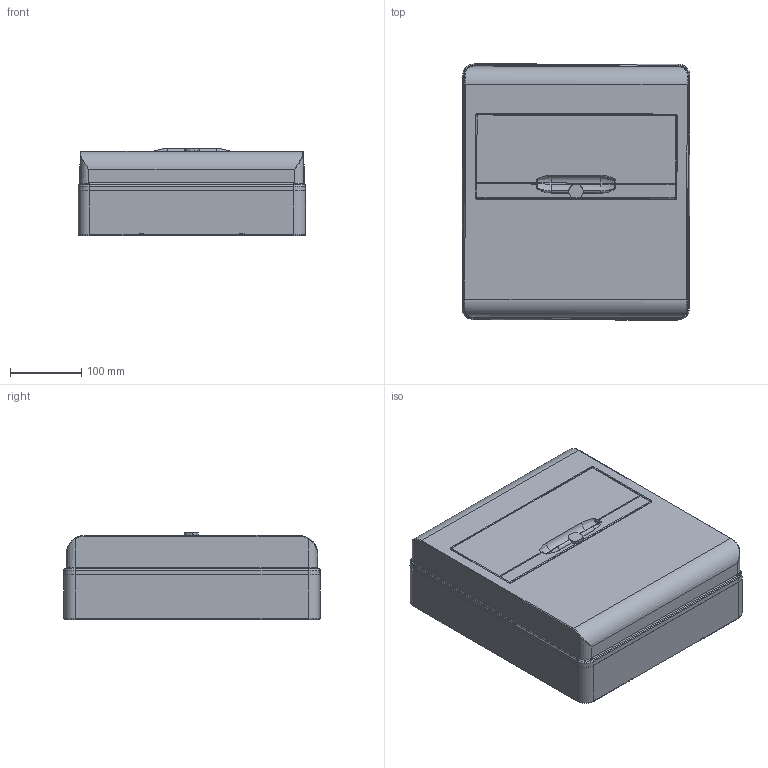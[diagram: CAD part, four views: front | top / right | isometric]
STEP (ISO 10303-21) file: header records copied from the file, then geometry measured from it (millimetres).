
FILE_DESCRIPTION((''),'2;1');
FILE_NAME('GW68004N_ASM','2021-03-23T15:27:39',('User'),('Axiro Italia'),'CREO PARAMETRIC BY PTC INC, 2020354','CREO PARAMETRIC BY PTC INC, 2020354','');
FILE_SCHEMA(('CONFIG_CONTROL_DESIGN'));
Length unit declared in the file: millimetre
Products named in the file (3): 55530422AXXX_TAB_FONDO_QDIN_14M; 55523922F__FRONTALE_14M_1GR_LIS; GW68004N_ASM
Assembly tree (2 placements, depth 2):
  GW68004N_ASM
    55530422AXXX_TAB_FONDO_QDIN_14M
    55523922F__FRONTALE_14M_1GR_LIS
Bounding box: 320.85 x 360.75 x 122.49 mm (x, y, z)
Volume: 2576329.4 mm3; surface area: 840016.4 mm2
Topology: 2 solids, 2 shells, 828 faces, 2292 edges, 1498 vertices
Faces by surface type: plane 516, cone 122, cylinder 118, bspline 46, torus 20, sphere 6
Entity records: 30155 total; most frequent: CARTESIAN_POINT 9447, ORIENTED_EDGE 4568, DIRECTION 3900, EDGE_CURVE 2284, VECTOR 1528, LINE 1528, VERTEX_POINT 1498, AXIS2_PLACEMENT_3D 1186
